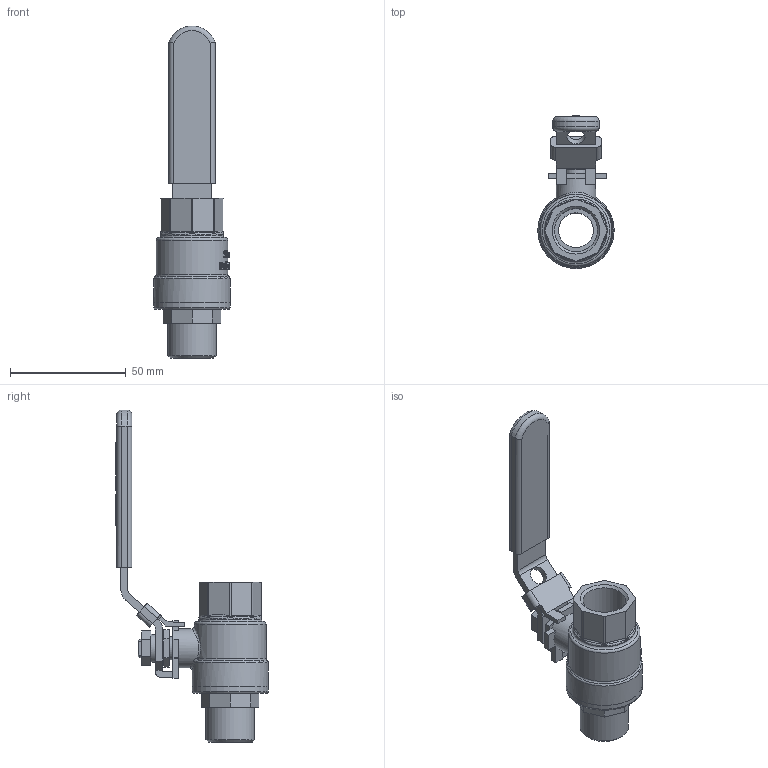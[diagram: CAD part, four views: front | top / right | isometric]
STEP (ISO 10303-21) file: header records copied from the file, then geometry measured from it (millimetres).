
FILE_DESCRIPTION(/* description */ ('789004'),/* implementation_level */ '2;1');
FILE_NAME(/* name */ '789004h.stp',/* time_stamp */ '2019-05-13T11:00:56+02:00',/* author */ ('jmorand'),/* organization */ ('Sferaco'),/* preprocessor_version */ 'ST-DEVELOPER v17.2',/* originating_system */ 'Autodesk Inventor 2019',/* authorisation */ '');
FILE_SCHEMA (('AUTOMOTIVE_DESIGN { 1 0 10303 214 3 1 1 }'));
Length unit declared in the file: millimetre
Products named in the file (1): 789004_bd
Bounding box: 33 x 66 x 143.5 mm (x, y, z)
Volume: 43809.9 mm3; surface area: 26934.8 mm2
Topology: 9 solids, 9 shells, 780 faces, 2068 edges, 1365 vertices
Faces by surface type: bspline 360, plane 331, cylinder 74, torus 7, cone 6, sphere 2
Full cylindrical faces by diameter (mm): 6.647 x1, 7.8 x1, 8 x2, 10 x1, 10.106 x1, 15 x2, 17 x1, 18.631 x1, 20.955 x1, 27 x1, 31 x1, 33 x2
Entity records: 31928 total; most frequent: CARTESIAN_POINT 13924, ORIENTED_EDGE 4138, DIRECTION 2438, EDGE_CURVE 2069, VERTEX_POINT 1366, LINE 1098, VECTOR 1098, EDGE_LOOP 853
